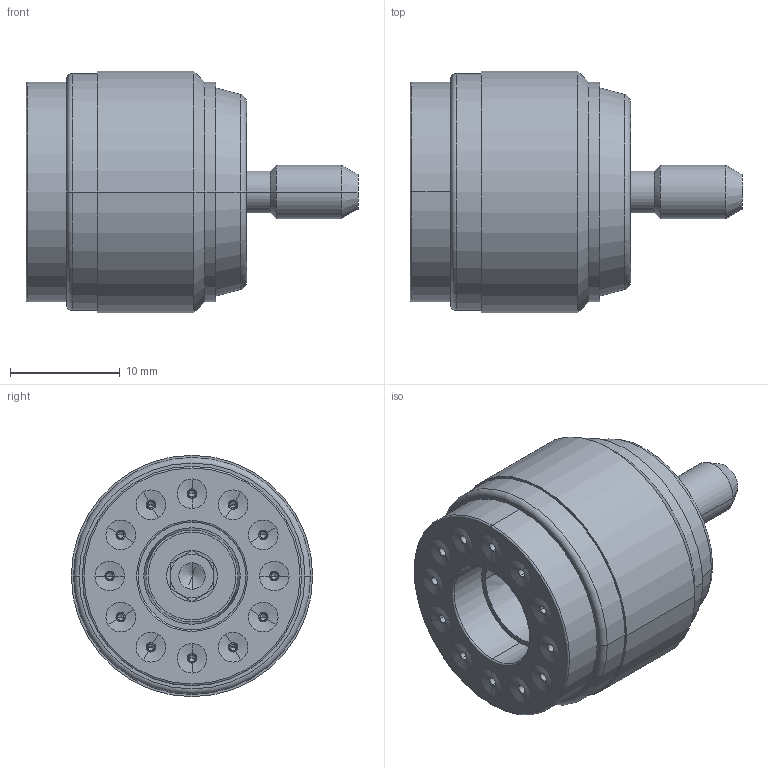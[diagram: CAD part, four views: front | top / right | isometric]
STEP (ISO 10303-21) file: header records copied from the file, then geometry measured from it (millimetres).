
FILE_DESCRIPTION((''),'2;1');
FILE_NAME('00117426500','2020-09-11T',('presta_be4'),(''),'CREO PARAMETRIC BY PTC INC, 2018360','CREO PARAMETRIC BY PTC INC, 2018360','');
FILE_SCHEMA(('CONFIG_CONTROL_DESIGN'));
Length unit declared in the file: millimetre
Products named in the file (1): 00117426500
Bounding box: 30.27 x 22 x 22 mm (x, y, z)
Volume: 5400.7 mm3; surface area: 7468.6 mm2
Topology: 2 solids, 2 shells, 2582 faces, 6440 edges, 3929 vertices
Faces by surface type: plane 1116, cylinder 778, cone 448, torus 240
Entity records: 79094 total; most frequent: CARTESIAN_POINT 16349, DIRECTION 14028, ORIENTED_EDGE 12780, EDGE_CURVE 6390, AXIS2_PLACEMENT_3D 5558, VERTEX_POINT 3929, CIRCLE 2976, VECTOR 2912
